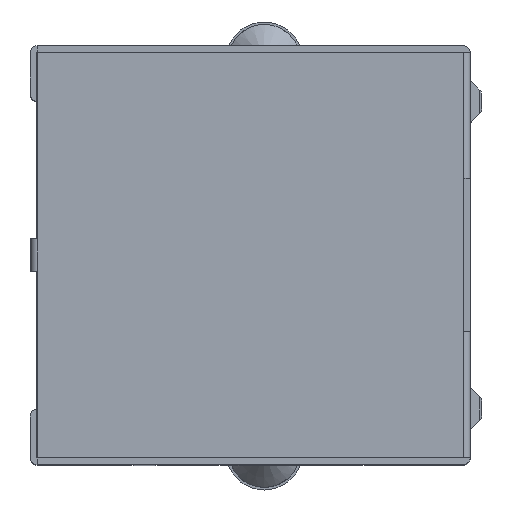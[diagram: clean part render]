
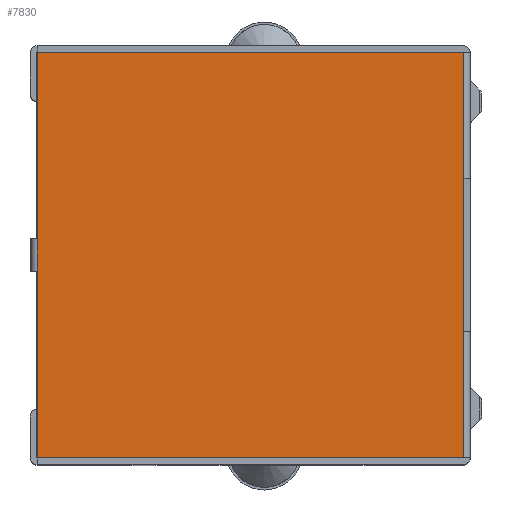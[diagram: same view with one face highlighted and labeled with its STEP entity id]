
A CAD part, top view. The second image highlights one B-rep face of the part: STEP entity #7830.
In plain terms, the highlighted planar face has unit normal (0, 0, 1).
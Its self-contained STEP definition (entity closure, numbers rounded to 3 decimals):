
#185=LINE('',#11165,#1133);
#195=LINE('',#11198,#1143);
#318=LINE('',#11521,#1266);
#322=LINE('',#11528,#1270);
#324=LINE('',#11533,#1272);
#330=LINE('',#11546,#1278);
#331=LINE('',#11548,#1279);
#332=LINE('',#11550,#1280);
#333=LINE('',#11551,#1281);
#334=LINE('',#11552,#1282);
#335=LINE('',#11554,#1283);
#336=LINE('',#11555,#1284);
#1133=VECTOR('',#8931,1000.);
#1143=VECTOR('',#8961,1000.);
#1266=VECTOR('',#9276,1000.);
#1270=VECTOR('',#9282,1000.);
#1272=VECTOR('',#9286,1000.);
#1278=VECTOR('',#9294,1000.);
#1279=VECTOR('',#9297,1000.);
#1280=VECTOR('',#9298,1000.);
#1281=VECTOR('',#9299,1000.);
#1282=VECTOR('',#9300,1000.);
#1283=VECTOR('',#9301,1000.);
#1284=VECTOR('',#9302,1000.);
#2400=ORIENTED_EDGE('',*,*,#4624,.F.);
#2401=ORIENTED_EDGE('',*,*,#4625,.T.);
#2402=ORIENTED_EDGE('',*,*,#4626,.F.);
#2403=ORIENTED_EDGE('',*,*,#4616,.T.);
#2404=ORIENTED_EDGE('',*,*,#4435,.F.);
#2405=ORIENTED_EDGE('',*,*,#4627,.F.);
#2406=ORIENTED_EDGE('',*,*,#4451,.F.);
#2407=ORIENTED_EDGE('',*,*,#4612,.F.);
#2408=ORIENTED_EDGE('',*,*,#4628,.F.);
#2409=ORIENTED_EDGE('',*,*,#4629,.F.);
#2410=ORIENTED_EDGE('',*,*,#4618,.F.);
#2411=ORIENTED_EDGE('',*,*,#4630,.T.);
#4435=EDGE_CURVE('',#5609,#5611,#185,.T.);
#4451=EDGE_CURVE('',#5623,#5621,#195,.T.);
#4612=EDGE_CURVE('',#5727,#5623,#318,.T.);
#4616=EDGE_CURVE('',#5729,#5611,#322,.T.);
#4618=EDGE_CURVE('',#5731,#5732,#324,.T.);
#4624=EDGE_CURVE('',#5737,#5735,#330,.T.);
#4625=EDGE_CURVE('',#5737,#5738,#331,.T.);
#4626=EDGE_CURVE('',#5729,#5738,#332,.T.);
#4627=EDGE_CURVE('',#5621,#5609,#333,.T.);
#4628=EDGE_CURVE('',#5739,#5727,#334,.T.);
#4629=EDGE_CURVE('',#5732,#5739,#335,.T.);
#4630=EDGE_CURVE('',#5731,#5735,#336,.T.);
#5609=VERTEX_POINT('',#11160);
#5611=VERTEX_POINT('',#11166);
#5621=VERTEX_POINT('',#11191);
#5623=VERTEX_POINT('',#11197);
#5727=VERTEX_POINT('',#11520);
#5729=VERTEX_POINT('',#11526);
#5731=VERTEX_POINT('',#11532);
#5732=VERTEX_POINT('',#11534);
#5735=VERTEX_POINT('',#11541);
#5737=VERTEX_POINT('',#11545);
#5738=VERTEX_POINT('',#11549);
#5739=VERTEX_POINT('',#11553);
#6611=EDGE_LOOP('',(#2400,#2401,#2402,#2403,#2404,#2405,#2406,#2407,#2408,
#2409,#2410,#2411));
#7063=FACE_BOUND('',#6611,.T.);
#7493=PLANE('',#8389);
#7830=ADVANCED_FACE('',(#7063),#7493,.F.);
#8389=AXIS2_PLACEMENT_3D('',#11547,#9295,#9296);
#8931=DIRECTION('',(-1.,0.,0.));
#8961=DIRECTION('',(-1.,0.,0.));
#9276=DIRECTION('',(0.,-1.,0.));
#9282=DIRECTION('',(0.,-1.,0.));
#9286=DIRECTION('',(1.,0.,0.));
#9294=DIRECTION('',(1.,0.,0.));
#9295=DIRECTION('',(0.,0.,-1.));
#9296=DIRECTION('',(0.,1.,0.));
#9297=DIRECTION('',(0.,1.,0.));
#9298=DIRECTION('',(1.,0.,0.));
#9299=DIRECTION('',(-1.,0.,0.));
#9300=DIRECTION('',(1.,0.,0.));
#9301=DIRECTION('',(0.,1.,0.));
#9302=DIRECTION('',(-1.,0.,0.));
#11160=CARTESIAN_POINT('',(-6.215,-6.54,7.475));
#11165=CARTESIAN_POINT('',(6.225,-6.54,7.475));
#11166=CARTESIAN_POINT('',(-6.225,-6.54,7.475));
#11191=CARTESIAN_POINT('',(6.215,-6.54,7.475));
#11197=CARTESIAN_POINT('',(6.225,-6.54,7.475));
#11198=CARTESIAN_POINT('',(6.225,-6.54,7.475));
#11520=CARTESIAN_POINT('',(6.225,6.54,7.475));
#11521=CARTESIAN_POINT('',(6.225,6.75,7.475));
#11526=CARTESIAN_POINT('',(-6.225,6.54,7.475));
#11528=CARTESIAN_POINT('',(-6.225,6.75,7.475));
#11532=CARTESIAN_POINT('',(0.5,6.53,7.475));
#11533=CARTESIAN_POINT('',(1.5,6.53,7.475));
#11534=CARTESIAN_POINT('',(1.5,6.53,7.475));
#11541=CARTESIAN_POINT('',(-0.5,6.53,7.475));
#11545=CARTESIAN_POINT('',(-1.5,6.53,7.475));
#11546=CARTESIAN_POINT('',(1.5,6.53,7.475));
#11547=CARTESIAN_POINT('',(6.225,6.75,7.475));
#11548=CARTESIAN_POINT('',(-1.5,6.54,7.475));
#11549=CARTESIAN_POINT('',(-1.5,6.54,7.475));
#11550=CARTESIAN_POINT('',(-6.225,6.54,7.475));
#11551=CARTESIAN_POINT('',(6.225,-6.54,7.475));
#11552=CARTESIAN_POINT('',(-6.225,6.54,7.475));
#11553=CARTESIAN_POINT('',(1.5,6.54,7.475));
#11554=CARTESIAN_POINT('',(1.5,6.54,7.475));
#11555=CARTESIAN_POINT('',(0.5,6.53,7.475));
